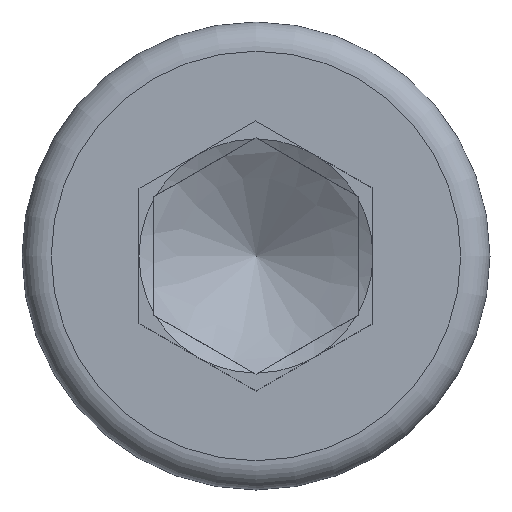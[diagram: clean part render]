
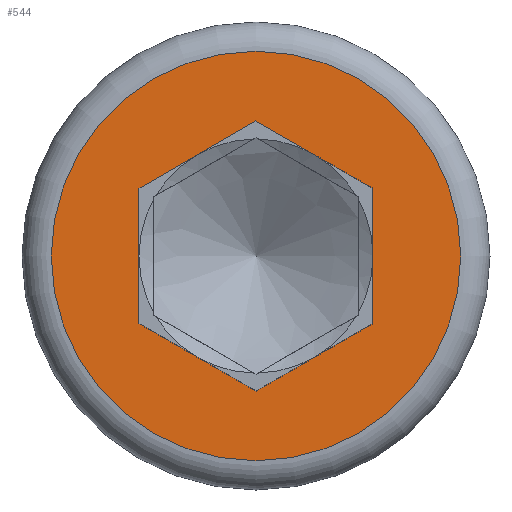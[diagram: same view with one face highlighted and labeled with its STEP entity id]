
A CAD part, left-side view. The second image highlights one B-rep face of the part: STEP entity #544.
In plain terms, the highlighted planar face has unit normal (-1, 0, 0).
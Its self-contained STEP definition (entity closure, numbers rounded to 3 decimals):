
#16=FACE_BOUND('',#187,.T.);
#43=LINE('',#907,#83);
#46=LINE('',#912,#86);
#49=LINE('',#918,#89);
#52=LINE('',#923,#92);
#54=LINE('',#927,#94);
#56=LINE('',#930,#96);
#83=VECTOR('',#711,10.);
#86=VECTOR('',#716,10.);
#89=VECTOR('',#721,10.);
#92=VECTOR('',#726,10.);
#94=VECTOR('',#730,10.);
#96=VECTOR('',#734,10.);
#121=PLANE('',#624);
#152=FACE_OUTER_BOUND('',#186,.T.);
#186=EDGE_LOOP('',(#485));
#187=EDGE_LOOP('',(#486,#487,#488,#489,#490,#491));
#213=CIRCLE('',#623,7.);
#257=VERTEX_POINT('',#905);
#258=VERTEX_POINT('',#906);
#259=VERTEX_POINT('',#911);
#261=VERTEX_POINT('',#917);
#262=VERTEX_POINT('',#922);
#263=VERTEX_POINT('',#926);
#273=VERTEX_POINT('',#959);
#322=EDGE_CURVE('',#257,#258,#43,.T.);
#325=EDGE_CURVE('',#259,#257,#46,.T.);
#328=EDGE_CURVE('',#261,#259,#49,.T.);
#331=EDGE_CURVE('',#262,#261,#52,.T.);
#333=EDGE_CURVE('',#263,#262,#54,.T.);
#335=EDGE_CURVE('',#258,#263,#56,.T.);
#349=EDGE_CURVE('',#273,#273,#213,.T.);
#485=ORIENTED_EDGE('',*,*,#349,.F.);
#486=ORIENTED_EDGE('',*,*,#322,.T.);
#487=ORIENTED_EDGE('',*,*,#335,.T.);
#488=ORIENTED_EDGE('',*,*,#333,.T.);
#489=ORIENTED_EDGE('',*,*,#331,.T.);
#490=ORIENTED_EDGE('',*,*,#328,.T.);
#491=ORIENTED_EDGE('',*,*,#325,.T.);
#544=ADVANCED_FACE('',(#152,#16),#121,.T.);
#623=AXIS2_PLACEMENT_3D('',#961,#773,#774);
#624=AXIS2_PLACEMENT_3D('',#962,#775,#776);
#711=DIRECTION('',(0.,-0.866,0.5));
#716=DIRECTION('',(0.,0.,1.));
#721=DIRECTION('',(0.,0.866,0.5));
#726=DIRECTION('',(0.,0.866,-0.5));
#730=DIRECTION('',(0.,0.,-1.));
#734=DIRECTION('',(0.,-0.866,-0.5));
#773=DIRECTION('center_axis',(1.,0.,0.));
#774=DIRECTION('ref_axis',(0.,-1.,0.));
#775=DIRECTION('center_axis',(-1.,0.,0.));
#776=DIRECTION('ref_axis',(0.,0.,1.));
#905=CARTESIAN_POINT('',(-6.,4.,2.309));
#906=CARTESIAN_POINT('',(-6.,0.,4.619));
#907=CARTESIAN_POINT('',(-6.,5.258,1.583));
#911=CARTESIAN_POINT('',(-6.,4.,-2.309));
#912=CARTESIAN_POINT('',(-6.,4.,-1.155));
#917=CARTESIAN_POINT('',(-6.,0.,-4.619));
#918=CARTESIAN_POINT('',(-6.,3.258,-2.738));
#922=CARTESIAN_POINT('',(-6.,-4.,-2.309));
#923=CARTESIAN_POINT('',(-6.,-0.742,-4.19));
#926=CARTESIAN_POINT('',(-6.,-4.,2.309));
#927=CARTESIAN_POINT('',(-6.,-4.,1.155));
#930=CARTESIAN_POINT('',(-6.,1.258,5.345));
#959=CARTESIAN_POINT('',(-6.,0.,7.));
#961=CARTESIAN_POINT('Origin',(-6.,0.,0.));
#962=CARTESIAN_POINT('Origin',(-6.,6.021,0.));
